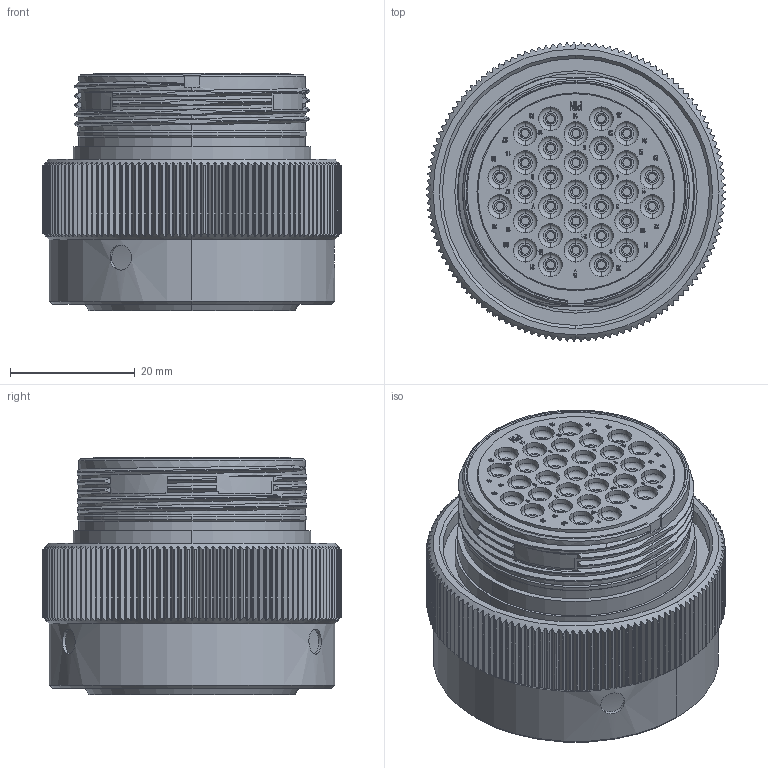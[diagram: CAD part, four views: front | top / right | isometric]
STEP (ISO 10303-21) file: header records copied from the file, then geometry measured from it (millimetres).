
FILE_DESCRIPTION((''),'2;1');
FILE_NAME('C-AHDM06-24-31PT_3D','2018-10-13T',('Administrator'),(''),'PRO/ENGINEER BY PARAMETRIC TECHNOLOGY CORPORATION, 2016360','PRO/ENGINEER BY PARAMETRIC TECHNOLOGY CORPORATION, 2016360','');
FILE_SCHEMA(('CONFIG_CONTROL_DESIGN'));
Length unit declared in the file: millimetre
Products named in the file (1): C-AHDM06-24-31PT_3D
Bounding box: 47.79 x 47.8 x 38.02 mm (x, y, z)
Volume: 42131.2 mm3; surface area: 15809.6 mm2
Topology: 1 solids, 1 shells, 2731 faces, 7266 edges, 4829 vertices
Faces by surface type: plane 1086, extrusion 947, cylinder 472, torus 124, cone 80, bspline 22
Entity records: 97924 total; most frequent: CARTESIAN_POINT 35268, ORIENTED_EDGE 14532, DIRECTION 9437, EDGE_CURVE 7266, VERTEX_POINT 4829, VECTOR 4213, B_SPLINE_CURVE_WITH_KNOTS 4097, LINE 3266
